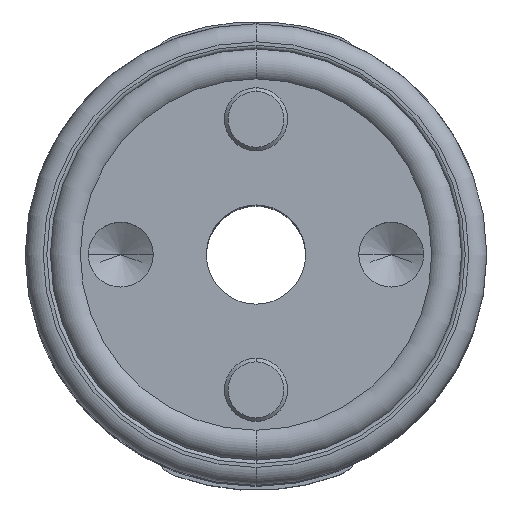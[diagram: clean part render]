
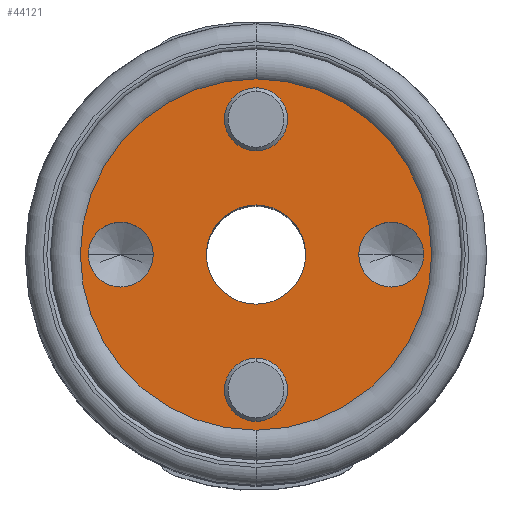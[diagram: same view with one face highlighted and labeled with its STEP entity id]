
A CAD part, top view. The second image highlights one B-rep face of the part: STEP entity #44121.
In plain terms, the highlighted planar face has unit normal (0, 0, 1).
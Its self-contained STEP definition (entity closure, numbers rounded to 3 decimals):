
#13873=CARTESIAN_POINT('',(0.,0.,40.5));
#13874=DIRECTION('',(0.,0.,-1.));
#13875=DIRECTION('',(0.,-1.,0.));
#13876=AXIS2_PLACEMENT_3D('',#13873,#13874,#13875);
#13878=CARTESIAN_POINT('',(0.,0.,40.5));
#13879=DIRECTION('',(0.,0.,-1.));
#13880=DIRECTION('',(0.,1.,0.));
#13881=AXIS2_PLACEMENT_3D('',#13878,#13879,#13880);
#13883=CARTESIAN_POINT('',(0.,0.,40.5));
#13884=DIRECTION('',(0.,0.,-1.));
#13885=DIRECTION('',(0.,-1.,0.));
#13886=AXIS2_PLACEMENT_3D('',#13883,#13884,#13885);
#13888=CARTESIAN_POINT('',(0.,0.,40.5));
#13889=DIRECTION('',(0.,0.,-1.));
#13890=DIRECTION('',(0.,1.,0.));
#13891=AXIS2_PLACEMENT_3D('',#13888,#13889,#13890);
#13893=CARTESIAN_POINT('',(7.5,0.,40.5));
#13894=DIRECTION('',(0.,0.,-1.));
#13895=DIRECTION('',(1.,0.,0.));
#13896=AXIS2_PLACEMENT_3D('',#13893,#13894,#13895);
#13898=CARTESIAN_POINT('',(7.5,0.,40.5));
#13899=DIRECTION('',(0.,0.,-1.));
#13900=DIRECTION('',(-1.,0.,0.));
#13901=AXIS2_PLACEMENT_3D('',#13898,#13899,#13900);
#13903=CARTESIAN_POINT('',(-7.5,0.,40.5));
#13904=DIRECTION('',(0.,0.,1.));
#13905=DIRECTION('',(-1.,0.,0.));
#13906=AXIS2_PLACEMENT_3D('',#13903,#13904,#13905);
#13908=CARTESIAN_POINT('',(-7.5,0.,40.5));
#13909=DIRECTION('',(0.,0.,1.));
#13910=DIRECTION('',(1.,0.,0.));
#13911=AXIS2_PLACEMENT_3D('',#13908,#13909,#13910);
#13913=CARTESIAN_POINT('',(0.,7.5,40.5));
#13914=DIRECTION('',(0.,0.,1.));
#13915=DIRECTION('',(0.,-1.,0.));
#13916=AXIS2_PLACEMENT_3D('',#13913,#13914,#13915);
#13918=CARTESIAN_POINT('',(0.,7.5,40.5));
#13919=DIRECTION('',(0.,0.,1.));
#13920=DIRECTION('',(0.,1.,0.));
#13921=AXIS2_PLACEMENT_3D('',#13918,#13919,#13920);
#13923=CARTESIAN_POINT('',(0.,-7.5,40.5));
#13924=DIRECTION('',(0.,0.,1.));
#13925=DIRECTION('',(0.,-1.,0.));
#13926=AXIS2_PLACEMENT_3D('',#13923,#13924,#13925);
#13928=CARTESIAN_POINT('',(0.,-7.5,40.5));
#13929=DIRECTION('',(0.,0.,1.));
#13930=DIRECTION('',(0.,1.,0.));
#13931=AXIS2_PLACEMENT_3D('',#13928,#13929,#13930);
#15118=CARTESIAN_POINT('',(0.,-2.75,40.5));
#15119=CARTESIAN_POINT('',(0.,2.75,40.5));
#15120=VERTEX_POINT('',#15118);
#15121=VERTEX_POINT('',#15119);
#15180=CARTESIAN_POINT('',(9.3,0.,40.5));
#15181=CARTESIAN_POINT('',(5.7,0.,40.5));
#15182=VERTEX_POINT('',#15180);
#15183=VERTEX_POINT('',#15181);
#15190=CARTESIAN_POINT('',(-9.3,0.,40.5));
#15191=CARTESIAN_POINT('',(-5.7,0.,40.5));
#15192=VERTEX_POINT('',#15190);
#15193=VERTEX_POINT('',#15191);
#16016=CARTESIAN_POINT('',(0.,5.75,40.5));
#16017=CARTESIAN_POINT('',(0.,9.25,40.5));
#16018=VERTEX_POINT('',#16016);
#16019=VERTEX_POINT('',#16017);
#16039=CARTESIAN_POINT('',(0.,-9.25,40.5));
#16040=CARTESIAN_POINT('',(0.,-5.75,40.5));
#16041=VERTEX_POINT('',#16039);
#16042=VERTEX_POINT('',#16040);
#16051=CARTESIAN_POINT('',(0.,-9.74,40.5));
#16052=CARTESIAN_POINT('',(0.,9.74,40.5));
#16053=VERTEX_POINT('',#16051);
#16054=VERTEX_POINT('',#16052);
#44081=CARTESIAN_POINT('',(0.,0.,40.5));
#44082=DIRECTION('',(0.,0.,1.));
#44083=DIRECTION('',(0.,1.,0.));
#44084=AXIS2_PLACEMENT_3D('',#44081,#44082,#44083);
#44085=PLANE('',#44084);
#44087=ORIENTED_EDGE('',*,*,#44086,.T.);
#44089=ORIENTED_EDGE('',*,*,#44088,.T.);
#44090=EDGE_LOOP('',(#44087,#44089));
#44091=FACE_OUTER_BOUND('',#44090,.F.);
#44093=ORIENTED_EDGE('',*,*,#44092,.F.);
#44094=ORIENTED_EDGE('',*,*,#44064,.F.);
#44095=EDGE_LOOP('',(#44093,#44094));
#44096=FACE_BOUND('',#44095,.F.);
#44098=ORIENTED_EDGE('',*,*,#44097,.F.);
#44100=ORIENTED_EDGE('',*,*,#44099,.F.);
#44101=EDGE_LOOP('',(#44098,#44100));
#44102=FACE_BOUND('',#44101,.F.);
#44104=ORIENTED_EDGE('',*,*,#44103,.T.);
#44106=ORIENTED_EDGE('',*,*,#44105,.T.);
#44107=EDGE_LOOP('',(#44104,#44106));
#44108=FACE_BOUND('',#44107,.F.);
#44110=ORIENTED_EDGE('',*,*,#44109,.T.);
#44112=ORIENTED_EDGE('',*,*,#44111,.T.);
#44113=EDGE_LOOP('',(#44110,#44112));
#44114=FACE_BOUND('',#44113,.F.);
#44116=ORIENTED_EDGE('',*,*,#44115,.T.);
#44118=ORIENTED_EDGE('',*,*,#44117,.T.);
#44119=EDGE_LOOP('',(#44116,#44118));
#44120=FACE_BOUND('',#44119,.F.);
#44121=ADVANCED_FACE('',(#44091,#44096,#44102,#44108,#44114,#44120),#44085,.T.);
#13877=CIRCLE('',#13876,9.74);
#13882=CIRCLE('',#13881,9.74);
#13887=CIRCLE('',#13886,2.75);
#13892=CIRCLE('',#13891,2.75);
#13897=CIRCLE('',#13896,1.8);
#13902=CIRCLE('',#13901,1.8);
#13907=CIRCLE('',#13906,1.8);
#13912=CIRCLE('',#13911,1.8);
#13917=CIRCLE('',#13916,1.75);
#13922=CIRCLE('',#13921,1.75);
#13927=CIRCLE('',#13926,1.75);
#13932=CIRCLE('',#13931,1.75);
#44064=EDGE_CURVE('',#15121,#15120,#13892,.T.);
#44086=EDGE_CURVE('',#16053,#16054,#13877,.T.);
#44088=EDGE_CURVE('',#16054,#16053,#13882,.T.);
#44092=EDGE_CURVE('',#15120,#15121,#13887,.T.);
#44097=EDGE_CURVE('',#15182,#15183,#13897,.T.);
#44099=EDGE_CURVE('',#15183,#15182,#13902,.T.);
#44103=EDGE_CURVE('',#15192,#15193,#13907,.T.);
#44105=EDGE_CURVE('',#15193,#15192,#13912,.T.);
#44109=EDGE_CURVE('',#16018,#16019,#13917,.T.);
#44111=EDGE_CURVE('',#16019,#16018,#13922,.T.);
#44115=EDGE_CURVE('',#16041,#16042,#13927,.T.);
#44117=EDGE_CURVE('',#16042,#16041,#13932,.T.);
